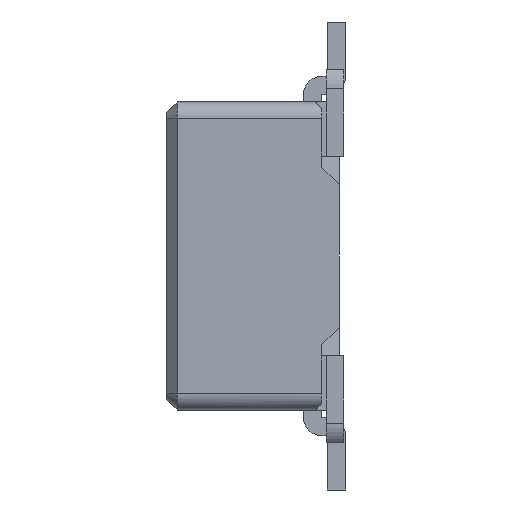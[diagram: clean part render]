
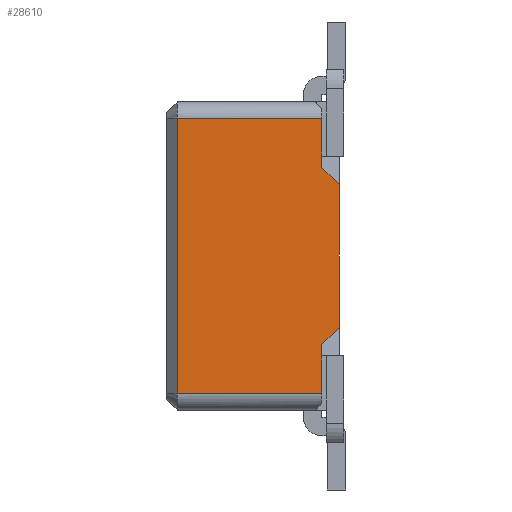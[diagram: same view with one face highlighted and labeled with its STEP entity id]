
A CAD part, left-side view. The second image highlights one B-rep face of the part: STEP entity #28610.
In plain terms, the highlighted planar face has unit normal (-1, 0, 0).
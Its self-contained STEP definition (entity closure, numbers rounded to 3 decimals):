
#1=DIRECTION('',(0.,0.,-1.));
#2=VECTOR('',#1,0.45);
#3=CARTESIAN_POINT('',(-8.875,0.16,1.265));
#4=LINE('',#3,#2);
#5=DIRECTION('',(0.,0.,-1.));
#6=VECTOR('',#5,1.31);
#7=CARTESIAN_POINT('',(-8.875,0.,0.655));
#8=LINE('',#7,#6);
#9=DIRECTION('',(0.,0.,1.));
#10=VECTOR('',#9,0.45);
#11=CARTESIAN_POINT('',(-8.875,0.16,-1.265));
#12=LINE('',#11,#10);
#13=DIRECTION('',(0.,-1.,0.));
#14=VECTOR('',#13,1.33);
#15=CARTESIAN_POINT('',(-8.875,1.49,-1.265));
#16=LINE('',#15,#14);
#48=DIRECTION('',(0.,0.707,-0.707));
#49=VECTOR('',#48,0.226);
#50=CARTESIAN_POINT('',(-8.875,0.,-0.655));
#51=LINE('',#50,#49);
#12423=DIRECTION('',(0.,1.,0.));
#12424=VECTOR('',#12423,1.33);
#12425=CARTESIAN_POINT('',(-8.875,0.16,1.265));
#12426=LINE('',#12425,#12424);
#13421=DIRECTION('',(0.,0.,1.));
#13422=VECTOR('',#13421,2.53);
#13423=CARTESIAN_POINT('',(-8.875,1.49,-1.265));
#13424=LINE('',#13423,#13422);
#21113=DIRECTION('',(0.,0.707,0.707));
#21114=VECTOR('',#21113,0.226);
#21115=CARTESIAN_POINT('',(-8.875,0.,0.655));
#21116=LINE('',#21115,#21114);
#21754=CARTESIAN_POINT('',(-8.875,0.,-0.655));
#21756=VERTEX_POINT('',#21754);
#21759=CARTESIAN_POINT('',(-8.875,0.16,-0.815));
#21760=VERTEX_POINT('',#21759);
#21761=CARTESIAN_POINT('',(-8.875,0.,0.655));
#21763=VERTEX_POINT('',#21761);
#21765=CARTESIAN_POINT('',(-8.875,0.16,0.815));
#21766=VERTEX_POINT('',#21765);
#26198=CARTESIAN_POINT('',(-8.875,0.16,-1.265));
#26200=VERTEX_POINT('',#26198);
#26205=CARTESIAN_POINT('',(-8.875,0.16,1.265));
#26206=VERTEX_POINT('',#26205);
#26239=CARTESIAN_POINT('',(-8.875,1.49,1.265));
#26240=VERTEX_POINT('',#26239);
#26243=CARTESIAN_POINT('',(-8.875,1.49,-1.265));
#26244=VERTEX_POINT('',#26243);
#28587=CARTESIAN_POINT('',(-8.875,0.,0.));
#28588=DIRECTION('',(1.,0.,0.));
#28589=DIRECTION('',(0.,0.,-1.));
#28590=AXIS2_PLACEMENT_3D('',#28587,#28588,#28589);
#28591=PLANE('',#28590);
#28593=ORIENTED_EDGE('',*,*,#28592,.F.);
#28595=ORIENTED_EDGE('',*,*,#28594,.T.);
#28597=ORIENTED_EDGE('',*,*,#28596,.F.);
#28599=ORIENTED_EDGE('',*,*,#28598,.T.);
#28601=ORIENTED_EDGE('',*,*,#28600,.F.);
#28603=ORIENTED_EDGE('',*,*,#28602,.T.);
#28605=ORIENTED_EDGE('',*,*,#28604,.T.);
#28607=ORIENTED_EDGE('',*,*,#28606,.F.);
#28608=EDGE_LOOP('',(#28593,#28595,#28597,#28599,#28601,#28603,#28605,#28607));
#28609=FACE_OUTER_BOUND('',#28608,.F.);
#28610=ADVANCED_FACE('',(#28609),#28591,.F.);
#28592=EDGE_CURVE('',#26244,#26200,#16,.T.);
#28594=EDGE_CURVE('',#26244,#26240,#13424,.T.);
#28596=EDGE_CURVE('',#26206,#26240,#12426,.T.);
#28598=EDGE_CURVE('',#26206,#21766,#4,.T.);
#28600=EDGE_CURVE('',#21763,#21766,#21116,.T.);
#28602=EDGE_CURVE('',#21763,#21756,#8,.T.);
#28604=EDGE_CURVE('',#21756,#21760,#51,.T.);
#28606=EDGE_CURVE('',#26200,#21760,#12,.T.);
